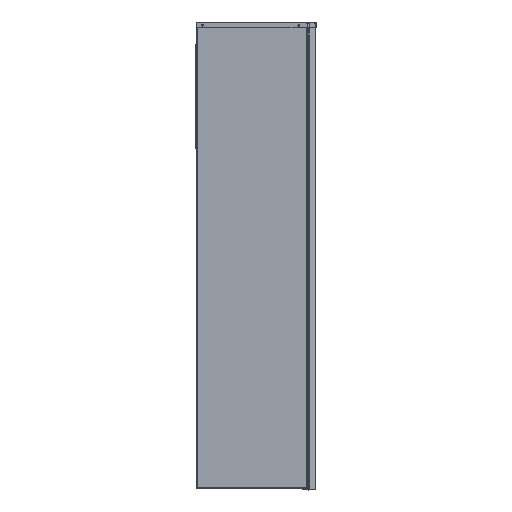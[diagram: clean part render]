
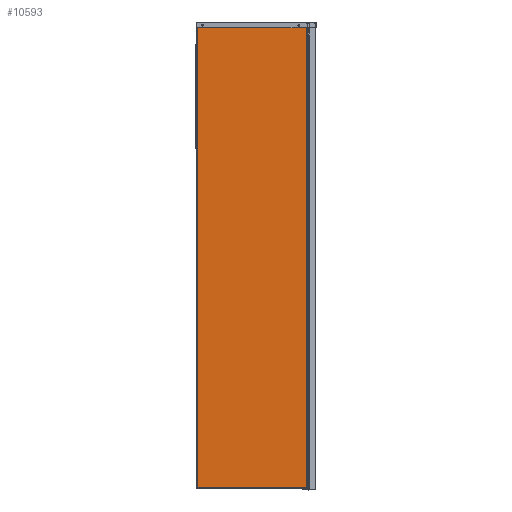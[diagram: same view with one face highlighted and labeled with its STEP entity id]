
A CAD part, top view. The second image highlights one B-rep face of the part: STEP entity #10593.
In plain terms, the highlighted planar face has unit normal (0, 0, 1).
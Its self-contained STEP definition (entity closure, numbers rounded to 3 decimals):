
#10593=ADVANCED_FACE('',(#25039),#25041,.T.);
#25039=FACE_BOUND('',#25040,.T.);
#25040=EDGE_LOOP('',(#35327,#35328,#35329,#35330,#35331,#35332,#35333,#35334,#35335,
#35336));
#25041=PLANE('',#25042);
#25042=AXIS2_PLACEMENT_3D('',#25043,#25044,#25045);
#25043=CARTESIAN_POINT('',(19193.364,268.08,1.));
#25044=DIRECTION('',(0.,0.,1.));
#25045=DIRECTION('',(1.,0.,0.));
#35327=ORIENTED_EDGE('',*,*,#41143,.F.);
#35328=ORIENTED_EDGE('',*,*,#41144,.T.);
#35329=ORIENTED_EDGE('',*,*,#41145,.F.);
#35330=ORIENTED_EDGE('',*,*,#41142,.T.);
#35331=ORIENTED_EDGE('',*,*,#41140,.F.);
#35332=ORIENTED_EDGE('',*,*,#41139,.F.);
#35333=ORIENTED_EDGE('',*,*,#41134,.F.);
#35334=ORIENTED_EDGE('',*,*,#41133,.F.);
#35335=ORIENTED_EDGE('',*,*,#41132,.F.);
#35336=ORIENTED_EDGE('',*,*,#41130,.F.);
#41130=EDGE_CURVE('',#47375,#47316,#47386,.T.);
#41132=EDGE_CURVE('',#47316,#47346,#47388,.T.);
#41133=EDGE_CURVE('',#47346,#47357,#47389,.T.);
#41134=EDGE_CURVE('',#47357,#47390,#47391,.T.);
#41139=EDGE_CURVE('',#47390,#47396,#47399,.T.);
#41140=EDGE_CURVE('',#47396,#47369,#47400,.T.);
#41142=EDGE_CURVE('',#47383,#47369,#47402,.T.);
#41143=EDGE_CURVE('',#47403,#47375,#47404,.T.);
#41144=EDGE_CURVE('',#47403,#47405,#47406,.T.);
#41145=EDGE_CURVE('',#47383,#47405,#47407,.T.);
#47316=VERTEX_POINT('',#63438);
#47346=VERTEX_POINT('',#63606);
#47357=VERTEX_POINT('',#63675);
#47369=VERTEX_POINT('',#63774);
#47375=VERTEX_POINT('',#63806);
#47383=VERTEX_POINT('',#63840);
#47386=LINE('',#63853,#63854);
#47388=CIRCLE('',#63860,2.);
#47389=LINE('',#63864,#63865);
#47390=VERTEX_POINT('',#63867);
#47391=CIRCLE('',#63868,2.);
#47396=VERTEX_POINT('',#63881);
#47399=CIRCLE('',#63889,2.);
#47400=LINE('',#63893,#63894);
#47402=LINE('',#63899,#63900);
#47403=VERTEX_POINT('',#63902);
#47404=CIRCLE('',#63903,2.);
#47405=VERTEX_POINT('',#63907);
#47406=LINE('',#63908,#63909);
#47407=CIRCLE('',#63911,2.);
#63438=CARTESIAN_POINT('',(19689.233,2071.807,1.));
#63606=CARTESIAN_POINT('',(19690.299,2070.719,1.));
#63675=CARTESIAN_POINT('',(19690.299,936.091,1.));
#63774=CARTESIAN_POINT('',(19690.538,923.047,1.));
#63806=CARTESIAN_POINT('',(19420.257,2071.807,1.));
#63840=CARTESIAN_POINT('',(19420.281,923.047,1.));
#63853=CARTESIAN_POINT('',(19420.257,2071.807,1.));
#63854=VECTOR('',#63855,1.);
#63855=DIRECTION('',(1.,0.,0.));
#63860=AXIS2_PLACEMENT_3D('',#63861,#63862,#63863);
#63861=CARTESIAN_POINT('',(19691.086,2072.558,1.));
#63862=DIRECTION('',(0.,0.,1.));
#63863=DIRECTION('',(-0.927,-0.375,0.));
#63864=CARTESIAN_POINT('',(19690.299,2070.719,1.));
#63865=VECTOR('',#63866,1.);
#63866=DIRECTION('',(0.,-1.,0.));
#63867=CARTESIAN_POINT('',(19689.83,932.742,1.));
#63868=AXIS2_PLACEMENT_3D('',#63869,#63870,#63871);
#63869=CARTESIAN_POINT('',(19691.123,934.268,1.));
#63870=DIRECTION('',(0.,0.,1.));
#63871=DIRECTION('',(-0.412,0.911,0.));
#63881=CARTESIAN_POINT('',(19690.537,931.217,1.));
#63889=AXIS2_PLACEMENT_3D('',#63890,#63891,#63892);
#63890=CARTESIAN_POINT('',(19688.537,931.216,1.));
#63891=DIRECTION('',(0.,0.,-1.));
#63892=DIRECTION('',(0.646,0.763,0.));
#63893=CARTESIAN_POINT('',(19690.537,931.217,1.));
#63894=VECTOR('',#63895,1.);
#63895=DIRECTION('',(0.,-1.,0.));
#63899=CARTESIAN_POINT('',(19420.281,923.047,1.));
#63900=VECTOR('',#63901,1.);
#63901=DIRECTION('',(1.,0.,0.));
#63902=CARTESIAN_POINT('',(19420.094,2071.599,1.));
#63903=AXIS2_PLACEMENT_3D('',#63904,#63905,#63906);
#63904=CARTESIAN_POINT('',(19418.602,2072.93,1.));
#63905=DIRECTION('',(0.,0.,1.));
#63906=DIRECTION('',(0.746,-0.666,0.));
#63907=CARTESIAN_POINT('',(19420.094,923.291,1.));
#63908=CARTESIAN_POINT('',(19420.094,2071.599,1.));
#63909=VECTOR('',#63910,1.);
#63910=DIRECTION('',(0.,-1.,0.));
#63911=AXIS2_PLACEMENT_3D('',#63912,#63913,#63914);
#63912=CARTESIAN_POINT('',(19418.604,921.957,1.));
#63913=DIRECTION('',(0.,0.,1.));
#63914=DIRECTION('',(0.838,0.545,0.));
